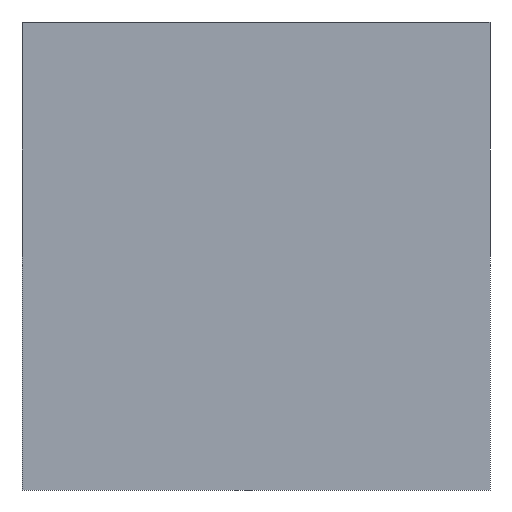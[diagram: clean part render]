
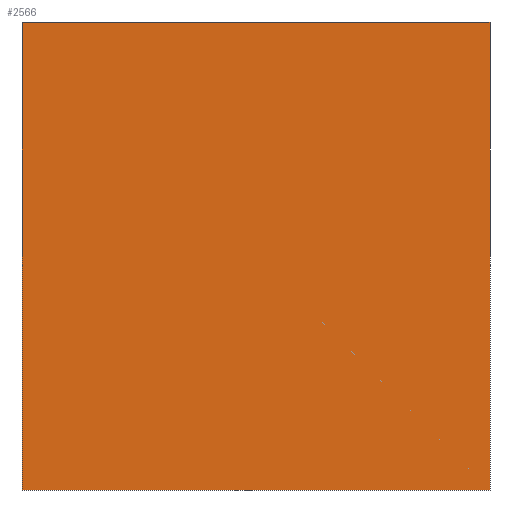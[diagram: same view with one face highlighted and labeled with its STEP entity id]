
A CAD part, front view. The second image highlights one B-rep face of the part: STEP entity #2566.
In plain terms, the highlighted planar face has unit normal (0, -1, 0).
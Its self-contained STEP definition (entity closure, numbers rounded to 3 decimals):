
#31 = AXIS2_PLACEMENT_3D ( 'NONE', #3396, #5346, #1395 ) ;
#39 = DIRECTION ( 'NONE',  ( 0., 0., 1. ) ) ;
#41 = VECTOR ( 'NONE', #3020, 1000. ) ;
#235 = EDGE_LOOP ( 'NONE', ( #3577, #5237, #2224, #3051 ) ) ;
#558 = VECTOR ( 'NONE', #4212, 1000. ) ;
#689 = EDGE_CURVE ( 'NONE', #3908, #3479, #4989, .T. ) ;
#875 = EDGE_CURVE ( 'NONE', #1092, #3908, #1294, .T. ) ;
#1092 = VERTEX_POINT ( 'NONE', #4260 ) ;
#1143 = CARTESIAN_POINT ( 'NONE',  ( -500., 0., 500. ) ) ;
#1294 = LINE ( 'NONE', #1666, #5317 ) ;
#1395 = DIRECTION ( 'NONE',  ( 0., 0., 1. ) ) ;
#1605 = CARTESIAN_POINT ( 'NONE',  ( -500., 0., -500. ) ) ;
#1610 = CARTESIAN_POINT ( 'NONE',  ( 500., 0., -500. ) ) ;
#1666 = CARTESIAN_POINT ( 'NONE',  ( -500., 0., -500. ) ) ;
#1752 = LINE ( 'NONE', #6122, #558 ) ;
#1993 = LINE ( 'NONE', #1610, #41 ) ;
#2224 = ORIENTED_EDGE ( 'NONE', *, *, #689, .F. ) ;
#2566 = ADVANCED_FACE ( 'NONE', ( #2951 ), #3432, .F. ) ;
#2951 = FACE_OUTER_BOUND ( 'NONE', #235, .T. ) ;
#3020 = DIRECTION ( 'NONE',  ( 0., 0., -1. ) ) ;
#3051 = ORIENTED_EDGE ( 'NONE', *, *, #875, .F. ) ;
#3396 = CARTESIAN_POINT ( 'NONE',  ( 0., 0., 0. ) ) ;
#3432 = PLANE ( 'NONE',  #31 ) ;
#3479 = VERTEX_POINT ( 'NONE', #1143 ) ;
#3577 = ORIENTED_EDGE ( 'NONE', *, *, #5776, .F. ) ;
#3677 = DIRECTION ( 'NONE',  ( -1., 0., 0. ) ) ;
#3783 = VECTOR ( 'NONE', #39, 1000. ) ;
#3908 = VERTEX_POINT ( 'NONE', #3983 ) ;
#3983 = CARTESIAN_POINT ( 'NONE',  ( -500., 0., -500. ) ) ;
#4212 = DIRECTION ( 'NONE',  ( 1., 0., 0. ) ) ;
#4260 = CARTESIAN_POINT ( 'NONE',  ( 500., 0., -500. ) ) ;
#4843 = EDGE_CURVE ( 'NONE', #3479, #5817, #1752, .T. ) ;
#4989 = LINE ( 'NONE', #1605, #3783 ) ;
#5237 = ORIENTED_EDGE ( 'NONE', *, *, #4843, .F. ) ;
#5317 = VECTOR ( 'NONE', #3677, 1000. ) ;
#5346 = DIRECTION ( 'NONE',  ( 0., 1., 0. ) ) ;
#5498 = CARTESIAN_POINT ( 'NONE',  ( 500., 0., 500. ) ) ;
#5776 = EDGE_CURVE ( 'NONE', #5817, #1092, #1993, .T. ) ;
#5817 = VERTEX_POINT ( 'NONE', #5498 ) ;
#6122 = CARTESIAN_POINT ( 'NONE',  ( -500., 0., 500. ) ) ;
